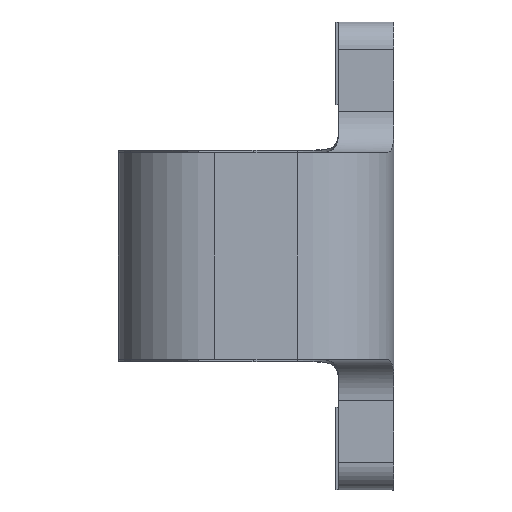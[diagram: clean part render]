
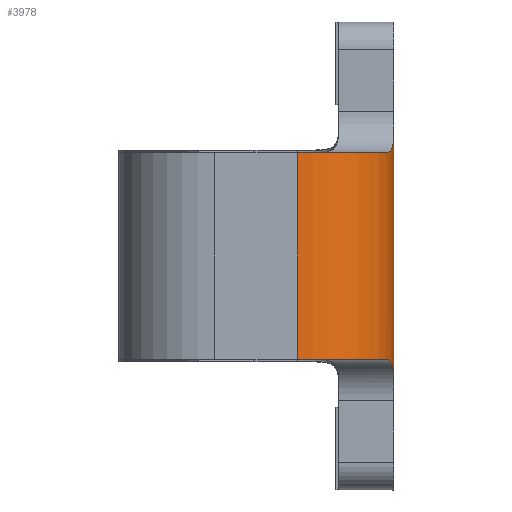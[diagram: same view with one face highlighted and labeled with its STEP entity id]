
A CAD part, left-side view. The second image highlights one B-rep face of the part: STEP entity #3978.
In plain terms, the highlighted cylindrical face has radius 3.5 mm (diameter 7 mm), a partial arc.
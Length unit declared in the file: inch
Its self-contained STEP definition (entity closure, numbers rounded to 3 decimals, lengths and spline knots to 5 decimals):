
#57 = CARTESIAN_POINT ( 'NONE',  ( -0.68898, 0.1378, -0.15002 ) ) ;
#64 = VERTEX_POINT ( 'NONE', #3592 ) ;
#179 = AXIS2_PLACEMENT_3D ( 'NONE', #1955, #1547, #4850 ) ;
#287 = DIRECTION ( 'NONE',  ( 0., 0., 1. ) ) ;
#351 = EDGE_CURVE ( 'NONE', #64, #4684, #3728, .T. ) ;
#435 = AXIS2_PLACEMENT_3D ( 'NONE', #3998, #3638, #2312 ) ;
#461 = LINE ( 'NONE', #57, #5096 ) ;
#475 = CARTESIAN_POINT ( 'NONE',  ( -0.68898, 0.1378, 0.14764 ) ) ;
#543 = ORIENTED_EDGE ( 'NONE', *, *, #1015, .T. ) ;
#682 = CARTESIAN_POINT ( 'NONE',  ( -0.55118, 0., 0.18095 ) ) ;
#880 = CARTESIAN_POINT ( 'NONE',  ( -0.58332, 0.00369, 0.15124 ) ) ;
#894 = DIRECTION ( 'NONE',  ( 0., 0., -1. ) ) ;
#919 = LINE ( 'NONE', #4555, #1293 ) ;
#1015 = EDGE_CURVE ( 'NONE', #4684, #2651, #4772, .T. ) ;
#1055 = CARTESIAN_POINT ( 'NONE',  ( -0.60433, 0.01066, -0.14764 ) ) ;
#1293 = VECTOR ( 'NONE', #2208, 39.37008 ) ;
#1525 = CARTESIAN_POINT ( 'NONE',  ( -0.55687, 0.00007, -0.17111 ) ) ;
#1547 = DIRECTION ( 'NONE',  ( 0., 0., 1. ) ) ;
#1707 = CARTESIAN_POINT ( 'NONE',  ( -0.5991, 0.00848, 0.14764 ) ) ;
#1751 = ORIENTED_EDGE ( 'NONE', *, *, #3672, .T. ) ;
#1791 = CARTESIAN_POINT ( 'NONE',  ( -0.55118, 0., -0.18095 ) ) ;
#1899 = ORIENTED_EDGE ( 'NONE', *, *, #3612, .T. ) ;
#1955 = CARTESIAN_POINT ( 'NONE',  ( -0.55118, 0.1378, -0.15002 ) ) ;
#2105 = ORIENTED_EDGE ( 'NONE', *, *, #351, .T. ) ;
#2208 = DIRECTION ( 'NONE',  ( 0., 0., 1. ) ) ;
#2236 = CARTESIAN_POINT ( 'NONE',  ( -0.5991, 0.00848, -0.14764 ) ) ;
#2262 = CARTESIAN_POINT ( 'NONE',  ( -0.60433, 0.01066, -0.14764 ) ) ;
#2270 = B_SPLINE_CURVE_WITH_KNOTS ( 'NONE', 3,
 ( #682, #2324, #3380, #5328, #2944, #4114, #880, #5011, #1707, #2528 ),
 .UNSPECIFIED., .F., .F.,
 ( 4, 2, 2, 2, 4 ),
 ( 0., 0.00043, 0.00085, 0.00128, 0.0017 ),
 .UNSPECIFIED. ) ;
#2312 = DIRECTION ( 'NONE',  ( 1., 0., 0. ) ) ;
#2313 = CIRCLE ( 'NONE', #435, 0.1378 ) ;
#2324 = CARTESIAN_POINT ( 'NONE',  ( -0.55365, 0., 0.17585 ) ) ;
#2346 = CARTESIAN_POINT ( 'NONE',  ( -0.55118, 0., -0.18095 ) ) ;
#2528 = CARTESIAN_POINT ( 'NONE',  ( -0.60433, 0.01066, 0.14764 ) ) ;
#2651 = VERTEX_POINT ( 'NONE', #1791 ) ;
#2745 = CARTESIAN_POINT ( 'NONE',  ( -0.56439, 0.00058, -0.16283 ) ) ;
#2944 = CARTESIAN_POINT ( 'NONE',  ( -0.5687, 0.00103, 0.15927 ) ) ;
#2946 = VERTEX_POINT ( 'NONE', #5158 ) ;
#3011 = ORIENTED_EDGE ( 'NONE', *, *, #4438, .T. ) ;
#3103 = DIRECTION ( 'NONE',  ( 1., 0., 0. ) ) ;
#3170 = CARTESIAN_POINT ( 'NONE',  ( -0.55365, 0., -0.17585 ) ) ;
#3380 = CARTESIAN_POINT ( 'NONE',  ( -0.55679, 0.00006, 0.17121 ) ) ;
#3442 = ORIENTED_EDGE ( 'NONE', *, *, #5331, .T. ) ;
#3576 = CARTESIAN_POINT ( 'NONE',  ( -0.57826, 0.0026, -0.15341 ) ) ;
#3592 = CARTESIAN_POINT ( 'NONE',  ( -0.68898, 0.1378, -0.14764 ) ) ;
#3612 = EDGE_CURVE ( 'NONE', #4167, #64, #461, .T. ) ;
#3638 = DIRECTION ( 'NONE',  ( 0., 0., -1. ) ) ;
#3672 = EDGE_CURVE ( 'NONE', #2651, #2946, #919, .T. ) ;
#3728 = CIRCLE ( 'NONE', #4335, 0.1378 ) ;
#3911 = CARTESIAN_POINT ( 'NONE',  ( -0.59385, 0.00666, -0.14832 ) ) ;
#3978 = ADVANCED_FACE ( 'NONE', ( #4098 ), #4011, .T. ) ;
#3998 = CARTESIAN_POINT ( 'NONE',  ( -0.55118, 0.1378, 0.14764 ) ) ;
#4011 = CYLINDRICAL_SURFACE ( 'NONE', #179, 0.1378 ) ;
#4098 = FACE_OUTER_BOUND ( 'NONE', #4539, .T. ) ;
#4114 = CARTESIAN_POINT ( 'NONE',  ( -0.57816, 0.00258, 0.15346 ) ) ;
#4167 = VERTEX_POINT ( 'NONE', #475 ) ;
#4335 = AXIS2_PLACEMENT_3D ( 'NONE', #4788, #287, #3103 ) ;
#4396 = CARTESIAN_POINT ( 'NONE',  ( -0.58337, 0.0037, -0.15121 ) ) ;
#4438 = EDGE_CURVE ( 'NONE', #2946, #4977, #2270, .T. ) ;
#4539 = EDGE_LOOP ( 'NONE', ( #3011, #3442, #1899, #2105, #543, #1751 ) ) ;
#4555 = CARTESIAN_POINT ( 'NONE',  ( -0.55118, 0., 0. ) ) ;
#4560 = CARTESIAN_POINT ( 'NONE',  ( -0.60433, 0.01066, 0.14764 ) ) ;
#4684 = VERTEX_POINT ( 'NONE', #1055 ) ;
#4772 = B_SPLINE_CURVE_WITH_KNOTS ( 'NONE', 3,
 ( #2262, #2236, #3911, #4396, #3576, #5238, #2745, #1525, #3170, #2346 ),
 .UNSPECIFIED., .F., .F.,
 ( 4, 2, 2, 2, 4 ),
 ( 0., 0.00043, 0.00085, 0.00128, 0.0017 ),
 .UNSPECIFIED. ) ;
#4788 = CARTESIAN_POINT ( 'NONE',  ( -0.55118, 0.1378, -0.14764 ) ) ;
#4850 = DIRECTION ( 'NONE',  ( 1., 0., 0. ) ) ;
#4977 = VERTEX_POINT ( 'NONE', #4560 ) ;
#5011 = CARTESIAN_POINT ( 'NONE',  ( -0.59373, 0.00662, 0.14835 ) ) ;
#5096 = VECTOR ( 'NONE', #894, 39.37008 ) ;
#5158 = CARTESIAN_POINT ( 'NONE',  ( -0.55118, 0., 0.18095 ) ) ;
#5238 = CARTESIAN_POINT ( 'NONE',  ( -0.56879, 0.00105, -0.1592 ) ) ;
#5328 = CARTESIAN_POINT ( 'NONE',  ( -0.56434, 0.00058, 0.16287 ) ) ;
#5331 = EDGE_CURVE ( 'NONE', #4977, #4167, #2313, .T. ) ;
